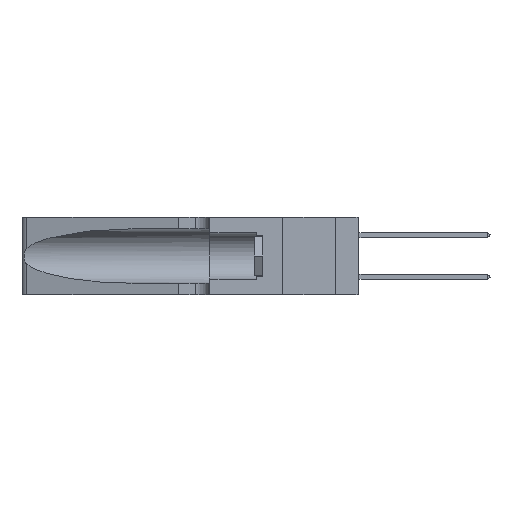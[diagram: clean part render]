
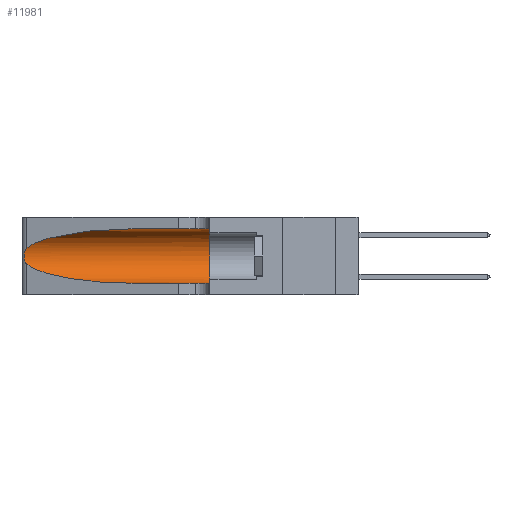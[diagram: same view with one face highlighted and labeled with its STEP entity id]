
A CAD part, left-side view. The second image highlights one B-rep face of the part: STEP entity #11981.
In plain terms, the highlighted cylindrical face has radius 3.308 mm (diameter 6.617 mm), a partial arc.
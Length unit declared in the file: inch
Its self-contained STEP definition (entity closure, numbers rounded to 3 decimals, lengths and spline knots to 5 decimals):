
#827 = CARTESIAN_POINT ( 'NONE',  ( 0.1305, 0.35, 0.31525 ) ) ;
#1021 = CARTESIAN_POINT ( 'NONE',  ( 0.26017, 1.23833, 0.17102 ) ) ;
#2532 = VERTEX_POINT ( 'NONE', #6069 ) ;
#3832 = CARTESIAN_POINT ( 'NONE',  ( 0.1305, 1.61858, 0.05475 ) ) ;
#3952 = CARTESIAN_POINT ( 'NONE',  ( 0.25789, 1.23486, 0.15765 ) ) ;
#5929 = CIRCLE ( 'NONE', #35761, 0.13025 ) ;
#6069 = CARTESIAN_POINT ( 'NONE',  ( 0.25487, 1.22718, 0.14631 ) ) ;
#6863 = CARTESIAN_POINT ( 'NONE',  ( 0.25555, 1.22993, 0.14849 ) ) ;
#7263 = EDGE_CURVE ( 'NONE', #2532, #13893, #21138, .T. ) ;
#7575 = DIRECTION ( 'NONE',  ( 0., -1., 0. ) ) ;
#9112 = CARTESIAN_POINT ( 'NONE',  ( 0.25487, 1.22718, 0.14631 ) ) ;
#9875 = CARTESIAN_POINT ( 'NONE',  ( 0.25487, 1.22718, 0.22369 ) ) ;
#11173 = AXIS2_PLACEMENT_3D ( 'NONE', #14214, #37062, #25584 ) ;
#11981 = ADVANCED_FACE ( 'NONE', ( #24039 ), #36530, .F. ) ;
#12577 = CARTESIAN_POINT ( 'NONE',  ( 0.25787, 1.23484, 0.2124 ) ) ;
#12678 = CARTESIAN_POINT ( 'NONE',  ( 0.1305, 0.72297, 0.31525 ) ) ;
#12881 = EDGE_CURVE ( 'NONE', #28051, #2532, #31641, .T. ) ;
#13500 = LINE ( 'NONE', #21942, #35397 ) ;
#13893 = VERTEX_POINT ( 'NONE', #31039 ) ;
#13948 = ORIENTED_EDGE ( 'NONE', *, *, #31037, .F. ) ;
#14214 = CARTESIAN_POINT ( 'NONE',  ( 0.1305, 1.61858, 0.185 ) ) ;
#14820 = ORIENTED_EDGE ( 'NONE', *, *, #20606, .T. ) ;
#14937 = CARTESIAN_POINT ( 'NONE',  ( 0.1305, 0.72297, 0.05475 ) ) ;
#15467 = CARTESIAN_POINT ( 'NONE',  ( 0.26018, 1.23835, 0.19895 ) ) ;
#16625 = ORIENTED_EDGE ( 'NONE', *, *, #12881, .T. ) ;
#17158 = DIRECTION ( 'NONE',  ( 0., 1., 0. ) ) ;
#18344 = CARTESIAN_POINT ( 'NONE',  ( 0.26075, 1.23896, 0.178 ) ) ;
#18460 = CARTESIAN_POINT ( 'NONE',  ( 0.18966, 0.96281, 0.31525 ) ) ;
#18804 = LINE ( 'NONE', #3832, #33998 ) ;
#20018 = CARTESIAN_POINT ( 'NONE',  ( 0.1305, 0.35, 0.05475 ) ) ;
#20492 = CARTESIAN_POINT ( 'NONE',  ( 0.25487, 1.22718, 0.22369 ) ) ;
#20606 = EDGE_CURVE ( 'NONE', #21922, #28051, #25006, .T. ) ;
#21138 =( BOUNDED_CURVE ( )  B_SPLINE_CURVE ( 3, ( #9112, #29167, #32036, #14937 ),
 .UNSPECIFIED., .F., .F. ) 
 B_SPLINE_CURVE_WITH_KNOTS ( ( 4, 4 ),
 ( 3.44316, 4.71239 ),
 .UNSPECIFIED. ) 
 CURVE ( )  GEOMETRIC_REPRESENTATION_ITEM ( )  RATIONAL_B_SPLINE_CURVE ( ( 1., 0.87, 0.87, 1. ) ) 
 REPRESENTATION_ITEM ( '' )  );
#21246 = CARTESIAN_POINT ( 'NONE',  ( 0.25856, 1.23593, 0.16098 ) ) ;
#21922 = VERTEX_POINT ( 'NONE', #29644 ) ;
#21942 = CARTESIAN_POINT ( 'NONE',  ( 0.1305, 1.61858, 0.31525 ) ) ;
#22593 = ORIENTED_EDGE ( 'NONE', *, *, #32759, .F. ) ;
#23804 = VERTEX_POINT ( 'NONE', #827 ) ;
#23985 = DIRECTION ( 'NONE',  ( 0., -1., 0. ) ) ;
#24039 = FACE_OUTER_BOUND ( 'NONE', #31034, .T. ) ;
#24108 = CARTESIAN_POINT ( 'NONE',  ( 0.25639, 1.23186, 0.15144 ) ) ;
#25006 =( BOUNDED_CURVE ( )  B_SPLINE_CURVE ( 3, ( #12678, #18460, #27049, #9875 ),
 .UNSPECIFIED., .F., .F. ) 
 B_SPLINE_CURVE_WITH_KNOTS ( ( 4, 4 ),
 ( 1.5708, 2.84003 ),
 .UNSPECIFIED. ) 
 CURVE ( )  GEOMETRIC_REPRESENTATION_ITEM ( )  RATIONAL_B_SPLINE_CURVE ( ( 1., 0.87, 0.87, 1. ) ) 
 REPRESENTATION_ITEM ( '' )  );
#25584 = DIRECTION ( 'NONE',  ( 0., 0., -1. ) ) ;
#26944 = CARTESIAN_POINT ( 'NONE',  ( 0.25487, 1.22718, 0.14631 ) ) ;
#27049 = CARTESIAN_POINT ( 'NONE',  ( 0.2373, 1.15595, 0.28018 ) ) ;
#28051 = VERTEX_POINT ( 'NONE', #20492 ) ;
#29167 = CARTESIAN_POINT ( 'NONE',  ( 0.2373, 1.15595, 0.08982 ) ) ;
#29644 = CARTESIAN_POINT ( 'NONE',  ( 0.1305, 0.72297, 0.31525 ) ) ;
#29720 = CARTESIAN_POINT ( 'NONE',  ( 0.25639, 1.23184, 0.21858 ) ) ;
#31034 = EDGE_LOOP ( 'NONE', ( #14820, #16625, #34649, #37050, #13948, #22593 ) ) ;
#31037 = EDGE_CURVE ( 'NONE', #23804, #33800, #5929, .T. ) ;
#31039 = CARTESIAN_POINT ( 'NONE',  ( 0.1305, 0.72297, 0.05475 ) ) ;
#31641 = B_SPLINE_CURVE_WITH_KNOTS ( 'NONE', 3,
 ( #35333, #32456, #29720, #12577, #32576, #15467, #35452, #18344, #1021, #21246, #3952, #24108, #6863, #26944 ),
 .UNSPECIFIED., .F., .F.,
 ( 4, 2, 2, 2, 2, 2, 4 ),
 ( 0., 0.00027, 0.00053, 0.00107, 0.0016, 0.00187, 0.00214 ),
 .UNSPECIFIED. ) ;
#32036 = CARTESIAN_POINT ( 'NONE',  ( 0.18966, 0.96281, 0.05475 ) ) ;
#32456 = CARTESIAN_POINT ( 'NONE',  ( 0.25555, 1.22994, 0.2215 ) ) ;
#32576 = CARTESIAN_POINT ( 'NONE',  ( 0.25854, 1.2359, 0.20912 ) ) ;
#32759 = EDGE_CURVE ( 'NONE', #21922, #23804, #13500, .T. ) ;
#33800 = VERTEX_POINT ( 'NONE', #20018 ) ;
#33998 = VECTOR ( 'NONE', #23985, 39.37008 ) ;
#34264 = CARTESIAN_POINT ( 'NONE',  ( 0.1305, 0.35, 0.185 ) ) ;
#34649 = ORIENTED_EDGE ( 'NONE', *, *, #7263, .T. ) ;
#35333 = CARTESIAN_POINT ( 'NONE',  ( 0.25487, 1.22718, 0.22369 ) ) ;
#35397 = VECTOR ( 'NONE', #7575, 39.37008 ) ;
#35452 = CARTESIAN_POINT ( 'NONE',  ( 0.26075, 1.23896, 0.19203 ) ) ;
#35761 = AXIS2_PLACEMENT_3D ( 'NONE', #34264, #17158, #37118 ) ;
#35882 = EDGE_CURVE ( 'NONE', #13893, #33800, #18804, .T. ) ;
#36530 = CYLINDRICAL_SURFACE ( 'NONE', #11173, 0.13025 ) ;
#37050 = ORIENTED_EDGE ( 'NONE', *, *, #35882, .T. ) ;
#37062 = DIRECTION ( 'NONE',  ( 0., -1., 0. ) ) ;
#37118 = DIRECTION ( 'NONE',  ( 0., 0., 1. ) ) ;
